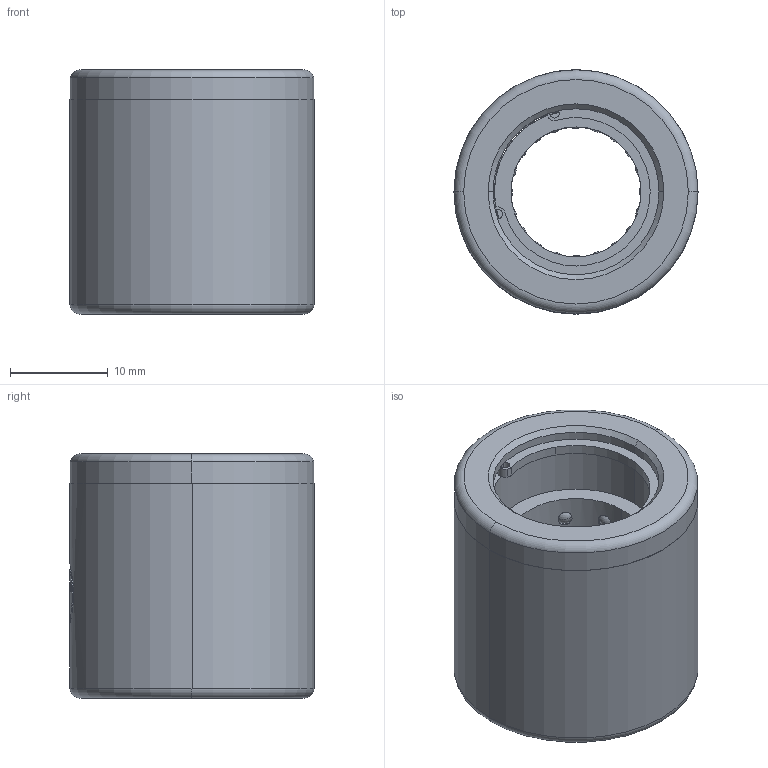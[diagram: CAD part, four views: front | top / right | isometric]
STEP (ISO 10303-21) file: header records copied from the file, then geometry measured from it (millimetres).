
FILE_DESCRIPTION (( 'STEP AP214' ), '1' );
FILE_NAME ('GBBL-D25-d-13-L25.STEP', '2021-08-06T08:09:44', ( 'User' ), ( 'china' ), 'SwSTEP 2.0', 'SolidWorks 2016', '' );
FILE_SCHEMA (( 'AUTOMOTIVE_DESIGN' ));
Length unit declared in the file: millimetre
Products named in the file (6): BSH紩杶-d13-L15; 紩-D2; GBBL囀縐-D18.2; GBBL-D25-L25; GBBL-D25-d-13-L25
Assembly tree (65 placements, depth 3):
  GBBL-D25-d-13-L25
    GBBL-D25-L25
    GBBL囀縐-D18.2  x2
    BSH紩杶-d13-L15
      BSH紩杶-d13-L15
      紩-D2  x60
Bounding box: 25 x 25 x 25 mm (x, y, z)
Volume: 7674 mm3; surface area: 7167.3 mm2
Topology: 64 solids, 64 shells, 325 faces, 1318 edges, 876 vertices
Faces by surface type: sphere 240, cylinder 56, plane 21, cone 4, torus 4
Entity records: 10459 total; most frequent: CARTESIAN_POINT 4856, ORIENTED_EDGE 1122, DIRECTION 995, EDGE_CURVE 561, AXIS2_PLACEMENT_3D 461, VERTEX_POINT 372, EDGE_LOOP 315, B_SPLINE_CURVE_WITH_KNOTS 284
